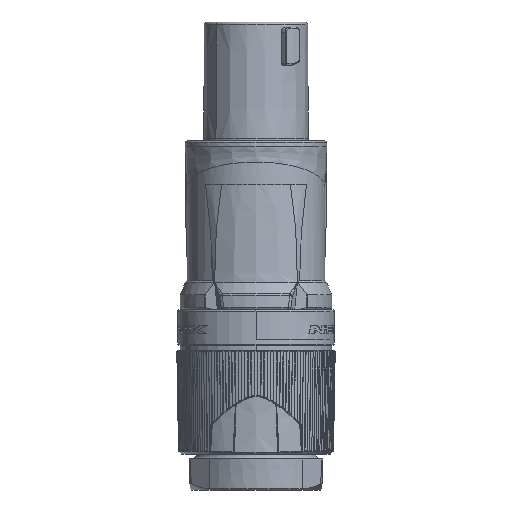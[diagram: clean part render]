
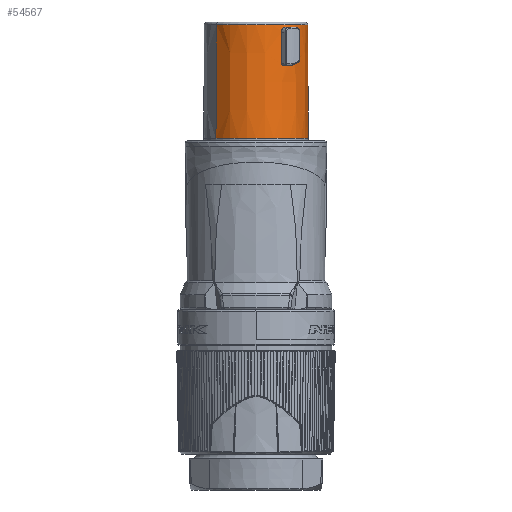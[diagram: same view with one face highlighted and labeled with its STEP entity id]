
A CAD part, front view. The second image highlights one B-rep face of the part: STEP entity #54567.
In plain terms, the highlighted conical face has half-angle 0.291 degrees and reference radius 8.801 mm.
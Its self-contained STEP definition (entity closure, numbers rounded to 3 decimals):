
#14226=DIRECTION('',(-0.004,-0.003,1.));
#14227=VECTOR('',#14226,19.203);
#14228=CARTESIAN_POINT('',(6.779,5.689,43.75));
#14229=LINE('',#14228,#14227);
#14235=DIRECTION('',(0.004,0.003,1.));
#14236=VECTOR('',#14235,19.203);
#14237=CARTESIAN_POINT('',(-6.779,-5.689,43.75));
#14238=LINE('',#14237,#14236);
#14562=CARTESIAN_POINT('',(4.31,-7.625,61.75));
#14563=CARTESIAN_POINT('',(4.309,-7.625,
61.818));
#14564=CARTESIAN_POINT('',(4.324,-7.616,
61.955));
#14565=CARTESIAN_POINT('',(4.396,-7.574,
62.154));
#14566=CARTESIAN_POINT('',(4.507,-7.507,
62.321));
#14567=CARTESIAN_POINT('',(4.649,-7.419,
62.449));
#14568=CARTESIAN_POINT('',(4.819,-7.31,
62.532));
#14569=CARTESIAN_POINT('',(4.934,-7.232,62.55));
#14570=CARTESIAN_POINT('',(4.991,-7.193,62.55));
#14657=CARTESIAN_POINT('',(4.504,-7.545,56.15));
#14658=CARTESIAN_POINT('',(4.481,-7.559,56.15));
#14659=CARTESIAN_POINT('',(4.435,-7.586,
56.16));
#14660=CARTESIAN_POINT('',(4.376,-7.619,
56.205));
#14661=CARTESIAN_POINT('',(4.337,-7.642,
56.272));
#14662=CARTESIAN_POINT('',(4.328,-7.647,
56.324));
#14663=CARTESIAN_POINT('',(4.327,-7.646,56.35));
#14707=CARTESIAN_POINT('',(6.776,-5.586,
57.293));
#14708=CARTESIAN_POINT('',(6.776,-5.586,
57.228));
#14709=CARTESIAN_POINT('',(6.766,-5.598,
57.1));
#14710=CARTESIAN_POINT('',(6.721,-5.655,
56.913));
#14711=CARTESIAN_POINT('',(6.648,-5.741,
56.754));
#14712=CARTESIAN_POINT('',(6.548,-5.857,
56.622));
#14713=CARTESIAN_POINT('',(6.469,-5.944,
56.563));
#14714=CARTESIAN_POINT('',(6.427,-5.989,
56.541));
#14750=CARTESIAN_POINT('',(6.217,-6.164,62.55));
#14751=CARTESIAN_POINT('',(6.265,-6.115,62.55));
#14752=CARTESIAN_POINT('',(6.362,-6.015,
62.532));
#14753=CARTESIAN_POINT('',(6.499,-5.867,
62.449));
#14754=CARTESIAN_POINT('',(6.611,-5.742,
62.321));
#14755=CARTESIAN_POINT('',(6.695,-5.644,
62.154));
#14756=CARTESIAN_POINT('',(6.749,-5.581,
61.955));
#14757=CARTESIAN_POINT('',(6.761,-5.568,
61.818));
#14758=CARTESIAN_POINT('',(6.761,-5.568,61.75));
#14772=CARTESIAN_POINT('',(0.,0.,62.953));
#14773=DIRECTION('',(0.,0.,1.));
#14774=DIRECTION('',(-0.766,-0.643,0.));
#14775=AXIS2_PLACEMENT_3D('',#14772,#14773,#14774);
#14777=CARTESIAN_POINT('',(0.,0.,43.75));
#14778=DIRECTION('',(0.,0.,1.));
#14779=DIRECTION('',(-0.766,-0.643,0.));
#14780=AXIS2_PLACEMENT_3D('',#14777,#14778,#14779);
#14782=CARTESIAN_POINT('',(4.327,-7.646,56.35));
#14783=CARTESIAN_POINT('',(4.325,-7.644,
56.95));
#14784=CARTESIAN_POINT('',(4.321,-7.639,
58.151));
#14785=CARTESIAN_POINT('',(4.316,-7.632,
59.951));
#14786=CARTESIAN_POINT('',(4.312,-7.627,
61.15));
#14787=CARTESIAN_POINT('',(4.31,-7.625,61.75));
#14789=CARTESIAN_POINT('',(0.,0.,56.15));
#14790=DIRECTION('',(0.,0.,1.));
#14791=DIRECTION('',(0.513,-0.859,0.));
#14792=AXIS2_PLACEMENT_3D('',#14789,#14790,#14791);
#14794=CARTESIAN_POINT('',(5.621,-6.754,56.15));
#14795=CARTESIAN_POINT('',(5.626,-6.75,56.15));
#14796=CARTESIAN_POINT('',(5.635,-6.742,
56.151));
#14797=CARTESIAN_POINT('',(5.648,-6.732,
56.153));
#14798=CARTESIAN_POINT('',(5.66,-6.721,
56.156));
#14799=CARTESIAN_POINT('',(5.669,-6.714,
56.16));
#14800=CARTESIAN_POINT('',(5.674,-6.71,
56.162));
#14802=CARTESIAN_POINT('',(5.674,-6.71,
56.162));
#14803=CARTESIAN_POINT('',(5.939,-6.485,
56.289));
#14804=CARTESIAN_POINT('',(6.19,-6.244,
56.415));
#14805=CARTESIAN_POINT('',(6.427,-5.989,
56.541));
#14807=CARTESIAN_POINT('',(6.776,-5.586,
57.293));
#14808=CARTESIAN_POINT('',(6.771,-5.58,
58.778));
#14809=CARTESIAN_POINT('',(6.766,-5.574,
60.264));
#14810=CARTESIAN_POINT('',(6.761,-5.568,61.75));
#14812=CARTESIAN_POINT('',(0.,0.,62.55));
#14813=DIRECTION('',(0.,0.,1.));
#14814=DIRECTION('',(0.57,-0.822,0.));
#14815=AXIS2_PLACEMENT_3D('',#14812,#14813,#14814);
#30352=CARTESIAN_POINT('',(-6.779,-5.689,43.75));
#30353=CARTESIAN_POINT('',(6.779,5.689,43.75));
#30354=VERTEX_POINT('',#30352);
#30355=VERTEX_POINT('',#30353);
#30425=CARTESIAN_POINT('',(6.705,5.626,62.953));
#30426=CARTESIAN_POINT('',(-6.705,-5.626,
62.953));
#30427=VERTEX_POINT('',#30425);
#30428=VERTEX_POINT('',#30426);
#30619=CARTESIAN_POINT('',(4.991,-7.193,62.55));
#30621=VERTEX_POINT('',#30619);
#30623=CARTESIAN_POINT('',(4.31,-7.625,61.75));
#30625=VERTEX_POINT('',#30623);
#30640=CARTESIAN_POINT('',(6.761,-5.568,61.75));
#30642=VERTEX_POINT('',#30640);
#30643=CARTESIAN_POINT('',(6.217,-6.164,62.55));
#30644=VERTEX_POINT('',#30643);
#30689=VERTEX_POINT('',#14782);
#30700=CARTESIAN_POINT('',(4.504,-7.545,56.15));
#30701=VERTEX_POINT('',#30700);
#30713=CARTESIAN_POINT('',(6.427,-5.989,
56.541));
#30715=VERTEX_POINT('',#30713);
#30717=CARTESIAN_POINT('',(6.776,-5.586,
57.293));
#30718=VERTEX_POINT('',#30717);
#30719=CARTESIAN_POINT('',(5.621,-6.754,56.15));
#30720=VERTEX_POINT('',#30719);
#30721=VERTEX_POINT('',#14802);
#54542=CARTESIAN_POINT('',(0.,0.,53.351));
#54543=DIRECTION('',(0.,0.,-1.));
#54544=DIRECTION('',(0.766,0.643,0.));
#54545=AXIS2_PLACEMENT_3D('',#54542,#54543,#54544);
#54546=CONICAL_SURFACE('',#54545,8.801,0.291);
#54548=ORIENTED_EDGE('',*,*,#54547,.T.);
#54549=ORIENTED_EDGE('',*,*,#53734,.F.);
#54551=ORIENTED_EDGE('',*,*,#54550,.F.);
#54552=ORIENTED_EDGE('',*,*,#53738,.T.);
#54553=EDGE_LOOP('',(#54548,#54549,#54551,#54552));
#54554=FACE_OUTER_BOUND('',#54553,.F.);
#54555=ORIENTED_EDGE('',*,*,#54296,.F.);
#54556=ORIENTED_EDGE('',*,*,#54311,.F.);
#54557=ORIENTED_EDGE('',*,*,#54350,.T.);
#54558=ORIENTED_EDGE('',*,*,#54363,.T.);
#54559=ORIENTED_EDGE('',*,*,#54378,.T.);
#54560=ORIENTED_EDGE('',*,*,#54396,.F.);
#54561=ORIENTED_EDGE('',*,*,#54535,.T.);
#54562=ORIENTED_EDGE('',*,*,#54524,.F.);
#54563=ORIENTED_EDGE('',*,*,#54167,.F.);
#54564=ORIENTED_EDGE('',*,*,#54198,.F.);
#54565=EDGE_LOOP('',(#54555,#54556,#54557,#54558,#54559,#54560,#54561,#54562,
#54563,#54564));
#54566=FACE_BOUND('',#54565,.F.);
#54567=ADVANCED_FACE('',(#54554,#54566),#54546,.T.);
#14571=B_SPLINE_CURVE_WITH_KNOTS('',3,(#14562,#14563,#14564,#14565,#14566,
#14567,#14568,#14569,#14570),.UNSPECIFIED.,.F.,.F.,(4,1,1,1,1,1,4),(0.,
0.167,0.333,0.5,0.667,0.833,
1.),.UNSPECIFIED.);
#14664=B_SPLINE_CURVE_WITH_KNOTS('',3,(#14657,#14658,#14659,#14660,#14661,
#14662,#14663),.UNSPECIFIED.,.F.,.F.,(4,1,1,1,4),(0.,0.25,0.5,0.75,
1.),.UNSPECIFIED.);
#14715=B_SPLINE_CURVE_WITH_KNOTS('',3,(#14707,#14708,#14709,#14710,#14711,
#14712,#14713,#14714),.UNSPECIFIED.,.F.,.F.,(4,1,1,1,1,4),(0.,0.2,0.4,
0.6,0.8,1.),.UNSPECIFIED.);
#14759=B_SPLINE_CURVE_WITH_KNOTS('',3,(#14750,#14751,#14752,#14753,#14754,
#14755,#14756,#14757,#14758),.UNSPECIFIED.,.F.,.F.,(4,1,1,1,1,1,4),(0.,
0.167,0.333,0.5,0.667,0.833,
1.),.UNSPECIFIED.);
#14776=CIRCLE('',#14775,8.753);
#14781=CIRCLE('',#14780,8.85);
#14788=B_SPLINE_CURVE_WITH_KNOTS('',3,(#14782,#14783,#14784,#14785,#14786,
#14787),.UNSPECIFIED.,.F.,.F.,(4,1,1,4),(0.,0.333,
0.667,1.),.UNSPECIFIED.);
#14793=CIRCLE('',#14792,8.787);
#14801=B_SPLINE_CURVE_WITH_KNOTS('',3,(#14794,#14795,#14796,#14797,#14798,
#14799,#14800),.UNSPECIFIED.,.F.,.F.,(4,1,1,1,4),(0.,0.25,0.5,0.75,
1.),.UNSPECIFIED.);
#14806=B_SPLINE_CURVE_WITH_KNOTS('',3,(#14802,#14803,#14804,#14805),
.UNSPECIFIED.,.F.,.F.,(4,4),(0.,1.),.UNSPECIFIED.);
#14811=B_SPLINE_CURVE_WITH_KNOTS('',3,(#14807,#14808,#14809,#14810),
.UNSPECIFIED.,.F.,.F.,(4,4),(0.,1.),.UNSPECIFIED.);
#14816=CIRCLE('',#14815,8.755);
#53734=EDGE_CURVE('',#30355,#30427,#14229,.T.);
#53738=EDGE_CURVE('',#30354,#30428,#14238,.T.);
#54167=EDGE_CURVE('',#30621,#30644,#14816,.T.);
#54198=EDGE_CURVE('',#30625,#30621,#14571,.T.);
#54296=EDGE_CURVE('',#30689,#30625,#14788,.T.);
#54311=EDGE_CURVE('',#30701,#30689,#14664,.T.);
#54350=EDGE_CURVE('',#30701,#30720,#14793,.T.);
#54363=EDGE_CURVE('',#30720,#30721,#14801,.T.);
#54378=EDGE_CURVE('',#30721,#30715,#14806,.T.);
#54396=EDGE_CURVE('',#30718,#30715,#14715,.T.);
#54524=EDGE_CURVE('',#30644,#30642,#14759,.T.);
#54535=EDGE_CURVE('',#30718,#30642,#14811,.T.);
#54547=EDGE_CURVE('',#30428,#30427,#14776,.T.);
#54550=EDGE_CURVE('',#30354,#30355,#14781,.T.);
